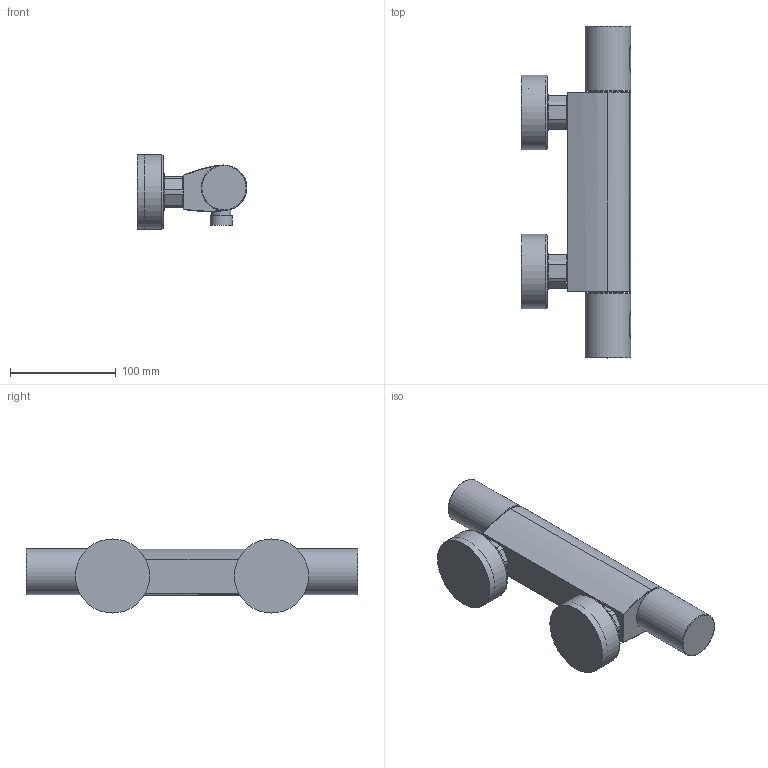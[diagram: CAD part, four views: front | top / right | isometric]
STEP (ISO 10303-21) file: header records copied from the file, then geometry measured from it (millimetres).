
FILE_DESCRIPTION(/* description */ ('Unknown'),/* implementation_level */ '2;1');
FILE_NAME(/* name */ '34776000',/* time_stamp */ '2022-09-01T14:18:53+02:00',/* author */ ('Unknown'),/* organization */ ('GROHE AG'),/* preprocessor_version */ 'ST-DEVELOPER v16.7',/* originating_system */ 'DEX',/* authorisation */ $);
FILE_SCHEMA (('AUTOMOTIVE_DESIGN {1 0 10303 214 3 1 1}'));
Length unit declared in the file: millimetre
Products named in the file (11): 34776000; 34776000_0; 34776000_1; 34776000_2; 34776000_3; 34776000_4; 34776000_5; 34776000_6; 34776000_7; 34776000_8
Assembly tree (10 placements, depth 2):
  34776000
    34776000
    34776000_0
    34776000_1
    34776000_2
    34776000_3
    34776000_4
    34776000_5
    34776000_6
    34776000_7
    34776000_8
Bounding box: 103.55 x 313.22 x 70 mm (x, y, z)
Volume: 824518.3 mm3; surface area: 128472.1 mm2
Topology: 10 solids, 14 shells, 554 faces, 1395 edges, 866 vertices
Faces by surface type: cylinder 188, plane 184, bspline 94, torus 44, sphere 24, cone 20
Full cylindrical faces by diameter (mm): 13.5 x2, 14.4 x2, 15 x1, 18 x1, 20 x2, 20.96 x1, 21 x1, 24 x1, 25 x1, 28 x2, 35 x1, 43 x2, 69 x2, 70 x2
Entity records: 21551 total; most frequent: CARTESIAN_POINT 8793, ORIENTED_EDGE 2650, DIRECTION 2539, EDGE_CURVE 1325, AXIS2_PLACEMENT_3D 1010, VERTEX_POINT 843, EDGE_LOOP 612, FACE_BOUND 612
